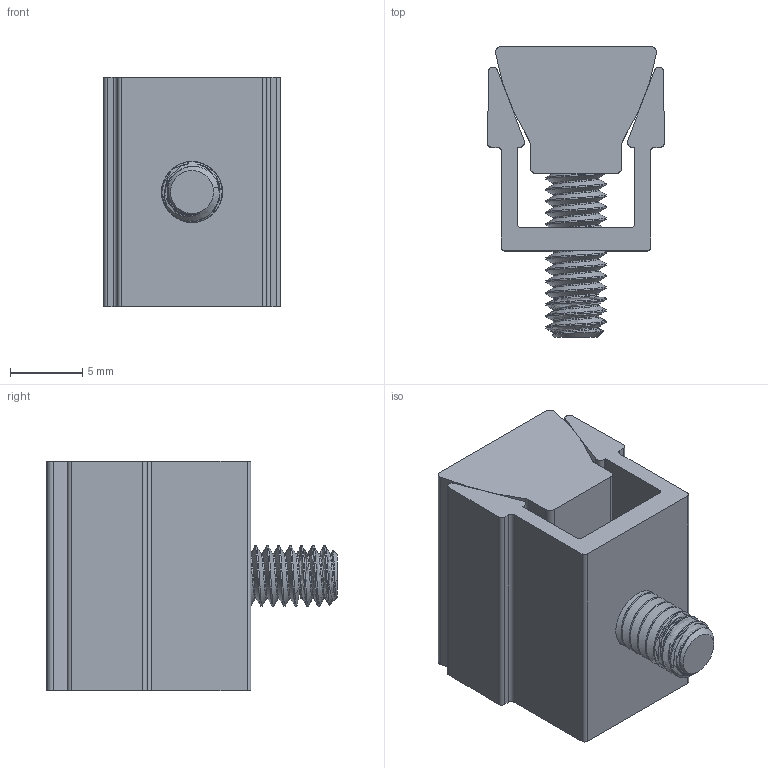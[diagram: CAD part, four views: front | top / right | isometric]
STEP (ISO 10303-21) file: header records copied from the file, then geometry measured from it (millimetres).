
FILE_DESCRIPTION (( 'STEP AP214' ), '1' );
FILE_NAME ('60500.STEP', '2017-07-27T19:56:16', ( 'Mike W' ), ( '' ), 'SwSTEP 2.0', 'SolidWorks 2017', '' );
FILE_SCHEMA (( 'AUTOMOTIVE_DESIGN' ));
Length unit declared in the file: inch
Products named in the file (4): 60500; 60310_60310; 605001_605001; 60210_60210
Assembly tree (3 placements, depth 2):
  60500
    605001_605001
    60310_60310
    60210_60210
Bounding box: 12.24 x 20.07 x 15.88 mm (x, y, z)
Volume: 1944.5 mm3; surface area: 2525.5 mm2
Topology: 3 solids, 3 shells, 164 faces, 448 edges, 293 vertices
Faces by surface type: cylinder 114, plane 35, cone 13, bspline 2
Entity records: 7289 total; most frequent: CARTESIAN_POINT 3396, ORIENTED_EDGE 896, DIRECTION 693, EDGE_CURVE 448, VERTEX_POINT 293, AXIS2_PLACEMENT_3D 251, VECTOR 191, LINE 191
